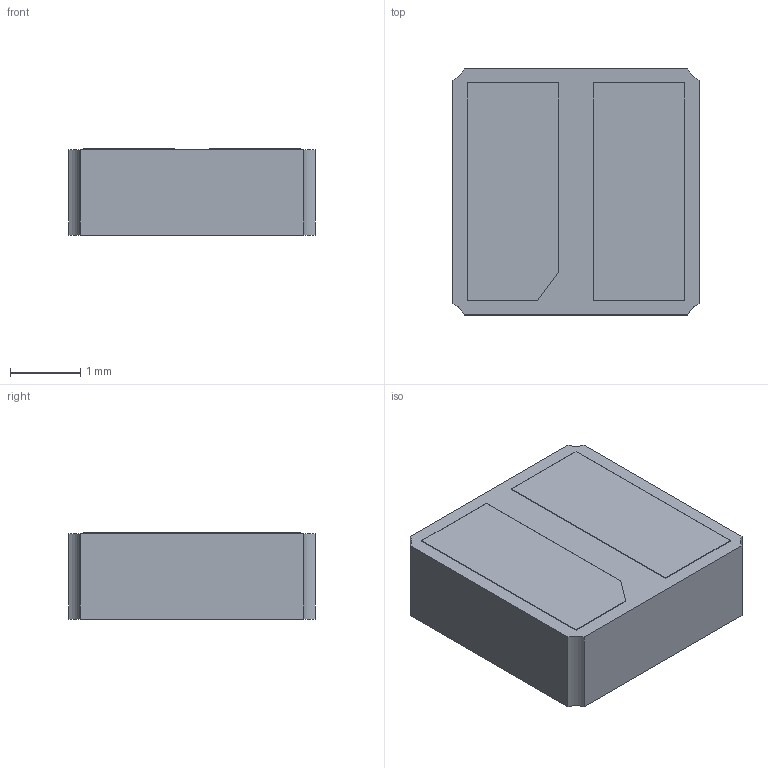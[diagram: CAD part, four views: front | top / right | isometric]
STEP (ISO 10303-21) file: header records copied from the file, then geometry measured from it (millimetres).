
FILE_DESCRIPTION((''),'2;1');
FILE_NAME('UDN1Z','2021-05-13T',('STJ945188'),('Nihon Parametric Technology K.K.'),'CREO PARAMETRIC BY PTC INC, 2017480','CREO PARAMETRIC BY PTC INC, 2017480','');
FILE_SCHEMA(('CONFIG_CONTROL_DESIGN'));
Length unit declared in the file: millimetre
Products named in the file (1): UDN1Z
Bounding box: 3.5 x 3.5 x 1.23 mm (x, y, z)
Volume: 14.9 mm3; surface area: 41.1 mm2
Topology: 1 solids, 1 shells, 21 faces, 51 edges, 34 vertices
Faces by surface type: plane 17, cylinder 4
Entity records: 651 total; most frequent: CARTESIAN_POINT 106, ORIENTED_EDGE 102, DIRECTION 101, EDGE_CURVE 51, VECTOR 43, LINE 43, VERTEX_POINT 34, AXIS2_PLACEMENT_3D 29
